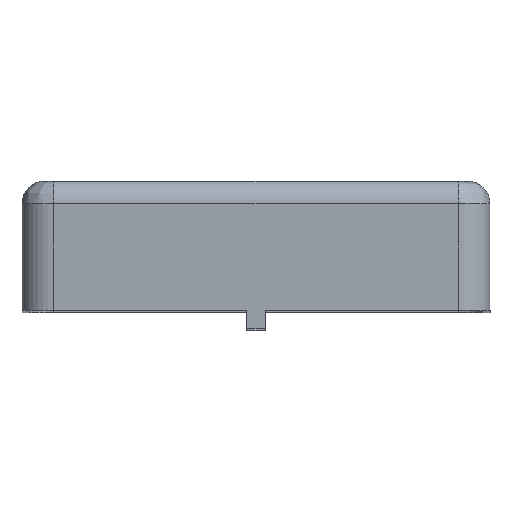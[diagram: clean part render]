
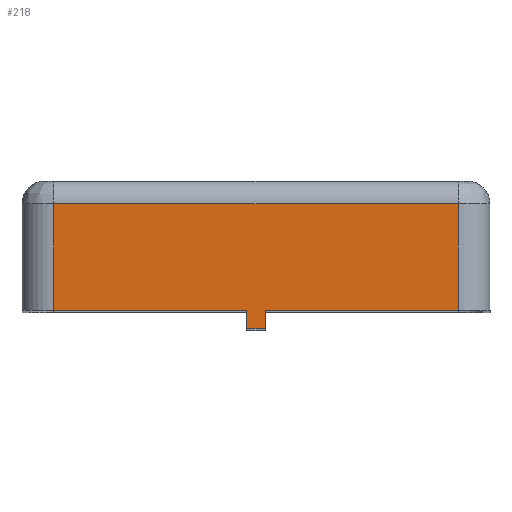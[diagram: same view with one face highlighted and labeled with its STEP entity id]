
A CAD part, top view. The second image highlights one B-rep face of the part: STEP entity #218.
In plain terms, the highlighted planar face has unit normal (0, 0, 1).
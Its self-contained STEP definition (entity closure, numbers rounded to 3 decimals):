
#218 = ADVANCED_FACE( 'NONE', ( #480 ), #481, .T. );
#480 = FACE_OUTER_BOUND( '', #883, .T. );
#481 = PLANE( '', #884 );
#883 = EDGE_LOOP( '', ( #1500, #1501, #1502, #1503, #1504, #1505, #1506, #1507 ) );
#884 = AXIS2_PLACEMENT_3D( '', #1508, #1509, #1510 );
#1500 = ORIENTED_EDGE( '', *, *, #1915, .F. );
#1501 = ORIENTED_EDGE( '', *, *, #1947, .F. );
#1502 = ORIENTED_EDGE( '', *, *, #1814, .T. );
#1503 = ORIENTED_EDGE( '', *, *, #1901, .T. );
#1504 = ORIENTED_EDGE( '', *, *, #1785, .T. );
#1505 = ORIENTED_EDGE( '', *, *, #1897, .T. );
#1506 = ORIENTED_EDGE( '', *, *, #1975, .F. );
#1507 = ORIENTED_EDGE( '', *, *, #1924, .F. );
#1508 = CARTESIAN_POINT( '', ( 8.9, 0., 29.65 ) );
#1509 = DIRECTION( '', ( 0., 0., 1. ) );
#1510 = DIRECTION( '', ( 1., 0., 0. ) );
#1785 = EDGE_CURVE( 'NONE', #2106, #2104, #2107, .T. );
#1814 = EDGE_CURVE( 'NONE', #2154, #2155, #2156, .T. );
#1897 = EDGE_CURVE( 'NONE', #2104, #2292, #2293, .T. );
#1901 = EDGE_CURVE( 'NONE', #2155, #2106, #2298, .T. );
#1915 = EDGE_CURVE( 'NONE', #2315, #2317, #2318, .T. );
#1924 = EDGE_CURVE( 'NONE', #2317, #2331, #2332, .T. );
#1947 = EDGE_CURVE( 'NONE', #2154, #2315, #2361, .T. );
#1975 = EDGE_CURVE( 'NONE', #2331, #2292, #2392, .T. );
#2104 = VERTEX_POINT( 'NONE', #2555 );
#2106 = VERTEX_POINT( 'NONE', #2558 );
#2107 = LINE( '', #2559, #2560 );
#2154 = VERTEX_POINT( 'NONE', #2617 );
#2155 = VERTEX_POINT( 'NONE', #2618 );
#2156 = LINE( '', #2619, #2620 );
#2292 = VERTEX_POINT( 'NONE', #2788 );
#2293 = LINE( '', #2789, #2790 );
#2298 = LINE( '', #2797, #2798 );
#2315 = VERTEX_POINT( 'NONE', #2820 );
#2317 = VERTEX_POINT( 'NONE', #2822 );
#2318 = LINE( '', #2823, #2824 );
#2331 = VERTEX_POINT( 'NONE', #2840 );
#2332 = LINE( '', #2841, #2842 );
#2361 = LINE( '', #2880, #2881 );
#2392 = LINE( '', #2913, #2914 );
#2555 = CARTESIAN_POINT( '', ( -0.4, -5.7, 29.65 ) );
#2558 = CARTESIAN_POINT( '', ( -8.9, -5.7, 29.65 ) );
#2559 = CARTESIAN_POINT( '', ( -8.9, -5.7, 29.65 ) );
#2560 = VECTOR( '', #3035, 1000. );
#2617 = CARTESIAN_POINT( '', ( 8.9, -1., 29.65 ) );
#2618 = CARTESIAN_POINT( '', ( -8.9, -1., 29.65 ) );
#2619 = CARTESIAN_POINT( '', ( 8.9, -1., 29.65 ) );
#2620 = VECTOR( '', #3079, 1000. );
#2788 = CARTESIAN_POINT( '', ( -0.4, -6.5, 29.65 ) );
#2789 = CARTESIAN_POINT( '', ( -0.4, -5.7, 29.65 ) );
#2790 = VECTOR( '', #3211, 1000. );
#2797 = CARTESIAN_POINT( '', ( -8.9, 0., 29.65 ) );
#2798 = VECTOR( '', #3214, 1000. );
#2820 = CARTESIAN_POINT( '', ( 8.9, -5.7, 29.65 ) );
#2822 = CARTESIAN_POINT( '', ( 0.4, -5.7, 29.65 ) );
#2823 = CARTESIAN_POINT( '', ( 8.9, -5.7, 29.65 ) );
#2824 = VECTOR( '', #3232, 1000. );
#2840 = CARTESIAN_POINT( '', ( 0.4, -6.5, 29.65 ) );
#2841 = CARTESIAN_POINT( '', ( 0.4, -5.7, 29.65 ) );
#2842 = VECTOR( '', #3245, 1000. );
#2880 = CARTESIAN_POINT( '', ( 8.9, 0., 29.65 ) );
#2881 = VECTOR( '', #3273, 1000. );
#2913 = CARTESIAN_POINT( '', ( 0., -6.5, 29.65 ) );
#2914 = VECTOR( '', #3317, 1000. );
#3035 = DIRECTION( '', ( 1., 0., 0. ) );
#3079 = DIRECTION( '', ( -1., 0., 0. ) );
#3211 = DIRECTION( '', ( 0., -1., 0. ) );
#3214 = DIRECTION( '', ( 0., -1., 0. ) );
#3232 = DIRECTION( '', ( -1., 0., 0. ) );
#3245 = DIRECTION( '', ( 0., -1., 0. ) );
#3273 = DIRECTION( '', ( 0., -1., 0. ) );
#3317 = DIRECTION( '', ( -1., 0., 0. ) );
